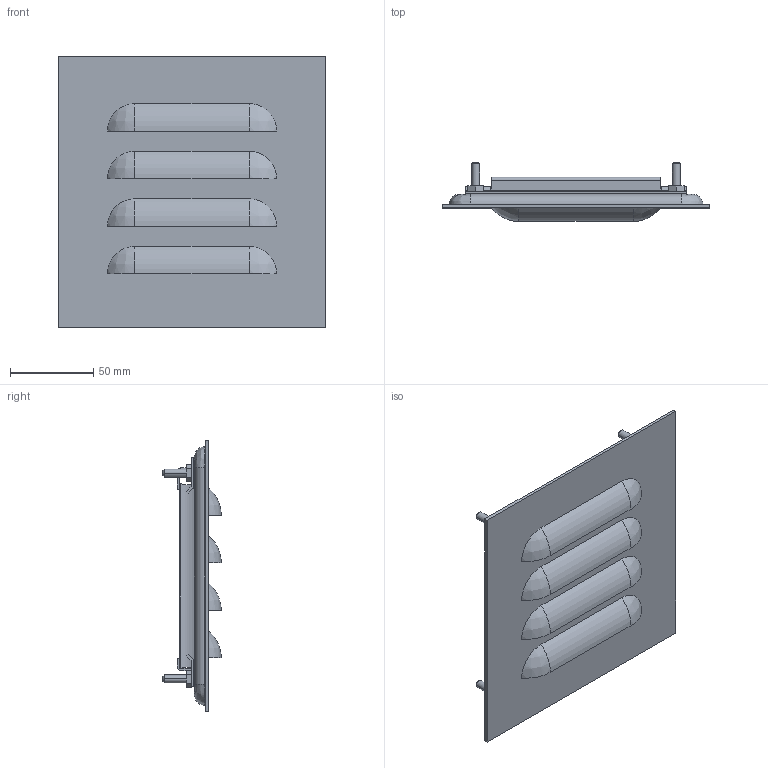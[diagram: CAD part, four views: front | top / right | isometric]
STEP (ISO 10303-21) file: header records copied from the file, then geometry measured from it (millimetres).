
FILE_DESCRIPTION (( 'STEP AP203' ), '1' );
FILE_NAME ('1481L3R66GY_Default.step', '2019-11-12T17:02:28', ( '' ), ( '' ), 'SwSTEP 2.0', 'SolidWorks 2019', '' );
FILE_SCHEMA (( 'CONFIG_CONTROL_DESIGN' ));
Length unit declared in the file: inch
Products named in the file (1): 1481L3R66GY_Default
Bounding box: 160.22 x 35.15 x 163.27 mm (x, y, z)
Volume: 175128.5 mm3; surface area: 133338.8 mm2
Topology: 13 solids, 14 shells, 248 faces, 592 edges, 372 vertices
Faces by surface type: plane 140, cylinder 72, bspline 20, cone 16
Entity records: 7769 total; most frequent: CARTESIAN_POINT 1905, DIRECTION 1202, ORIENTED_EDGE 1176, EDGE_CURVE 588, AXIS2_PLACEMENT_3D 405, VECTOR 392, LINE 392, VERTEX_POINT 372
